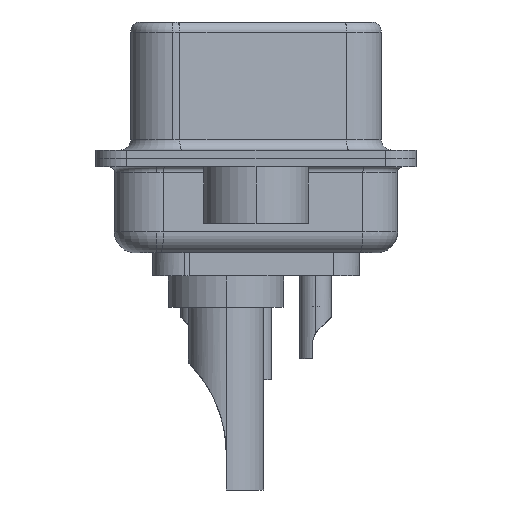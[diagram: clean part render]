
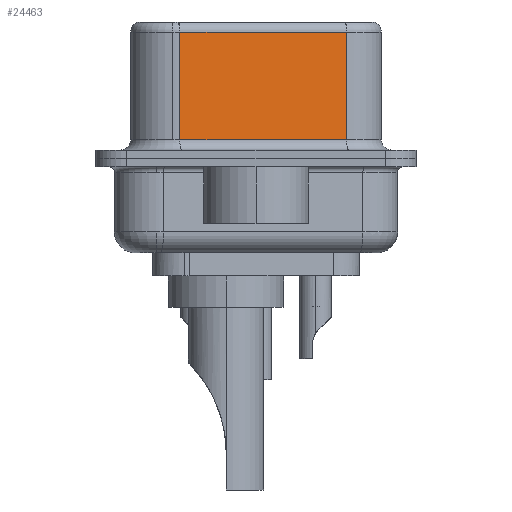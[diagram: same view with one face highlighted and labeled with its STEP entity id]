
A CAD part, left-side view. The second image highlights one B-rep face of the part: STEP entity #24463.
In plain terms, the highlighted planar face has unit normal (-0.985, -0.174, 0).
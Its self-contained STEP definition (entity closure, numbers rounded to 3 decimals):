
#376 = ORIENTED_EDGE ( 'NONE', *, *, #12388, .T. ) ;
#1147 = VECTOR ( 'NONE', #22605, 1000. ) ;
#1257 = VERTEX_POINT ( 'NONE', #25115 ) ;
#3448 = CARTESIAN_POINT ( 'NONE',  ( 3.73, 3.628, 0.9 ) ) ;
#3699 = VECTOR ( 'NONE', #12817, 1000. ) ;
#4905 = AXIS2_PLACEMENT_3D ( 'NONE', #15359, #23653, #11277 ) ;
#5697 = EDGE_CURVE ( 'NONE', #15525, #1257, #19264, .T. ) ;
#5909 = CARTESIAN_POINT ( 'NONE',  ( 5.132, -4.322, 6.02 ) ) ;
#6848 = LINE ( 'NONE', #24323, #11805 ) ;
#6859 = LINE ( 'NONE', #5909, #1147 ) ;
#7059 = ORIENTED_EDGE ( 'NONE', *, *, #26273, .T. ) ;
#7712 = VERTEX_POINT ( 'NONE', #23260 ) ;
#8253 = EDGE_CURVE ( 'NONE', #13513, #1257, #25182, .T. ) ;
#8431 = DIRECTION ( 'NONE',  ( 0., 0., -1. ) ) ;
#9156 = PLANE ( 'NONE',  #4905 ) ;
#9975 = DIRECTION ( 'NONE',  ( 0., 0., -1. ) ) ;
#11277 = DIRECTION ( 'NONE',  ( -0.174, 0.985, 0. ) ) ;
#11805 = VECTOR ( 'NONE', #9975, 1000. ) ;
#12077 = CARTESIAN_POINT ( 'NONE',  ( 5.132, -4.322, 0.9 ) ) ;
#12388 = EDGE_CURVE ( 'NONE', #15525, #7712, #6859, .T. ) ;
#12817 = DIRECTION ( 'NONE',  ( 0.174, -0.985, 0. ) ) ;
#13513 = VERTEX_POINT ( 'NONE', #3448 ) ;
#14765 = ORIENTED_EDGE ( 'NONE', *, *, #8253, .T. ) ;
#15359 = CARTESIAN_POINT ( 'NONE',  ( 5.132, -4.322, 6.52 ) ) ;
#15525 = VERTEX_POINT ( 'NONE', #20841 ) ;
#16267 = ORIENTED_EDGE ( 'NONE', *, *, #5697, .F. ) ;
#19264 = LINE ( 'NONE', #26185, #25323 ) ;
#20223 = EDGE_LOOP ( 'NONE', ( #16267, #376, #7059, #14765 ) ) ;
#20841 = CARTESIAN_POINT ( 'NONE',  ( 5.132, -4.322, 6.02 ) ) ;
#22203 = FACE_OUTER_BOUND ( 'NONE', #20223, .T. ) ;
#22605 = DIRECTION ( 'NONE',  ( -0.174, 0.985, 0. ) ) ;
#23260 = CARTESIAN_POINT ( 'NONE',  ( 3.73, 3.628, 6.02 ) ) ;
#23653 = DIRECTION ( 'NONE',  ( 0.985, 0.174, 0. ) ) ;
#24323 = CARTESIAN_POINT ( 'NONE',  ( 3.73, 3.628, 6.52 ) ) ;
#24463 = ADVANCED_FACE ( 'NONE', ( #22203 ), #9156, .F. ) ;
#25115 = CARTESIAN_POINT ( 'NONE',  ( 5.132, -4.322, 0.9 ) ) ;
#25182 = LINE ( 'NONE', #12077, #3699 ) ;
#25323 = VECTOR ( 'NONE', #8431, 1000. ) ;
#26185 = CARTESIAN_POINT ( 'NONE',  ( 5.132, -4.322, 6.52 ) ) ;
#26273 = EDGE_CURVE ( 'NONE', #7712, #13513, #6848, .T. ) ;
